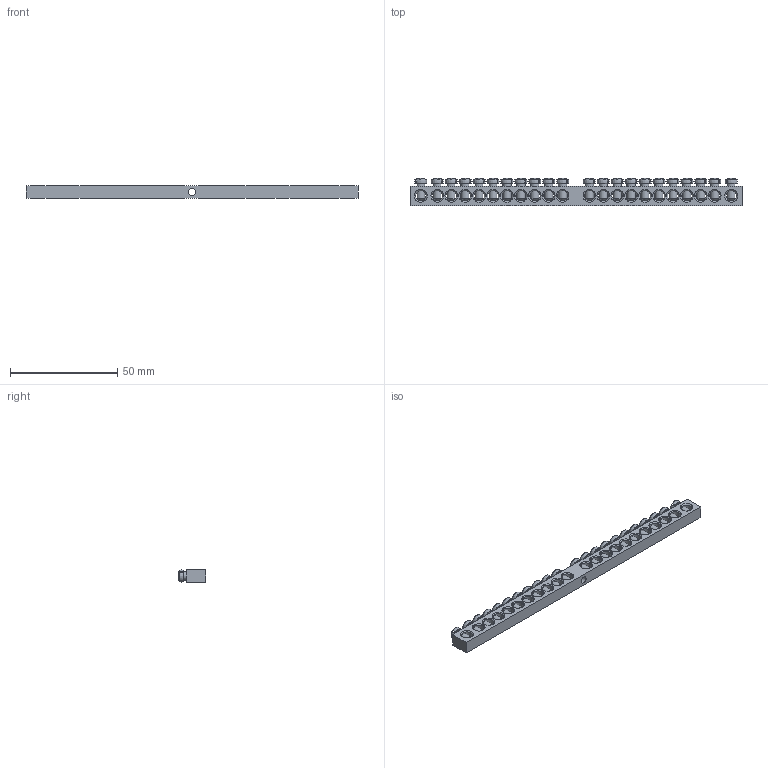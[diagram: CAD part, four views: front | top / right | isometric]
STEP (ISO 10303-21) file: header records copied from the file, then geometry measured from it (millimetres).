
FILE_DESCRIPTION(/* description */ (''),/* implementation_level */ '2;1');
FILE_NAME(/* name */ '6х9-22_1.stp',/* time_stamp */ '2021-04-12T22:40:56+03:00',/* author */ ('Admin'),/* organization */ (''),/* preprocessor_version */ 'ST-DEVELOPER v15.6',/* originating_system */ 'Autodesk Inventor 2015',/* authorisation */ '');
FILE_SCHEMA (('AUTOMOTIVE_DESIGN { 1 0 10303 214 3 1 1 }'));
Length unit declared in the file: millimetre
Products named in the file (3): 6х9-22_1; Винт M4x8; -ноль) X_1
Assembly tree (23 placements, depth 2):
  -ноль) X_1
    6х9-22_1
    Винт M4x8  x22
Bounding box: 155 x 12.65 x 6 mm (x, y, z)
Volume: 8198 mm3; surface area: 10494.4 mm2
Topology: 23 solids, 23 shells, 645 faces, 1700 edges, 1123 vertices
Faces by surface type: plane 336, cone 110, cylinder 67, torus 66, sphere 44, bspline 22
Full cylindrical faces by diameter (mm): 3.242 x23, 3.9 x22, 5 x22
Entity records: 4393 total; most frequent: CARTESIAN_POINT 1357, DIRECTION 610, ORIENTED_EDGE 416, EDGE_LOOP 303, AXIS2_PLACEMENT_3D 288, EDGE_CURVE 208, VERTEX_POINT 185, FACE_BOUND 183
